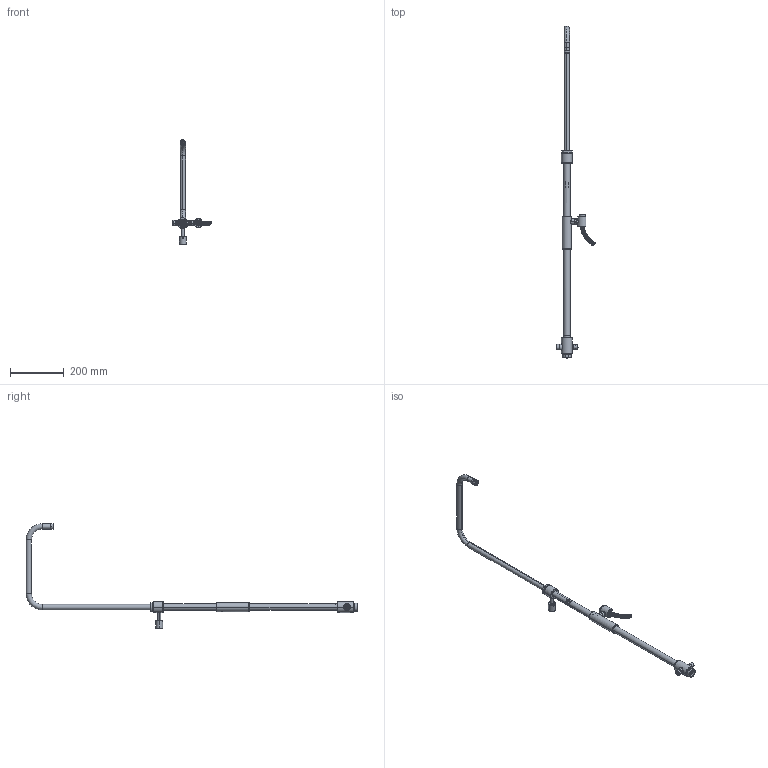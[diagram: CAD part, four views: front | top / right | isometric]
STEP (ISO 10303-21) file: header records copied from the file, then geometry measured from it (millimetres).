
FILE_DESCRIPTION((''),'2;1');
FILE_NAME('ZCOL611CRX','2021-11-11T11:24:21',('ut3'),('PAFFONI SpA'),'CREO PARAMETRIC BY PTC INC, 2020044','CREO PARAMETRIC BY PTC INC, 2020044','');
FILE_SCHEMA(('CONFIG_CONTROL_DESIGN','SHAPE_APPEARANCE_LAYERS_GROUPS'));
Length unit declared in the file: millimetre
Products named in the file (1): ZCOL611CRX
Bounding box: 142.89 x 1235 x 389.3 mm (x, y, z)
Volume: 368635.1 mm3; surface area: 317744.8 mm2
Topology: 8 solids, 9 shells, 963 faces, 2348 edges, 1469 vertices
Faces by surface type: plane 373, cylinder 287, cone 154, torus 86, bspline 55, sphere 8
Entity records: 79452 total; most frequent: CARTESIAN_POINT 50039, DIRECTION 4701, ORIENTED_EDGE 4680, EDGE_CURVE 2340, AXIS2_PLACEMENT_3D 1869, VERTEX_POINT 1469, EDGE_LOOP 1091, FILL_AREA_STYLE_COLOUR 986
